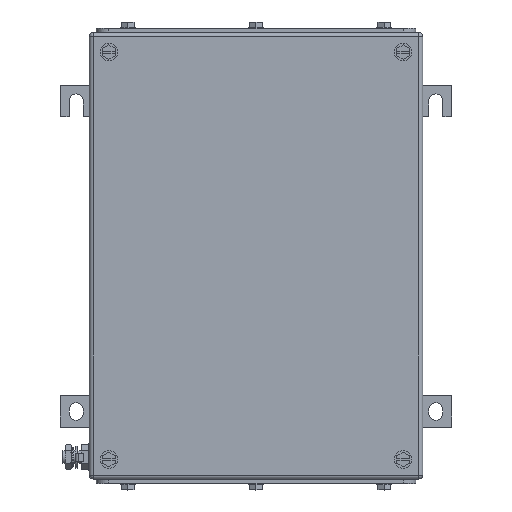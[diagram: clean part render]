
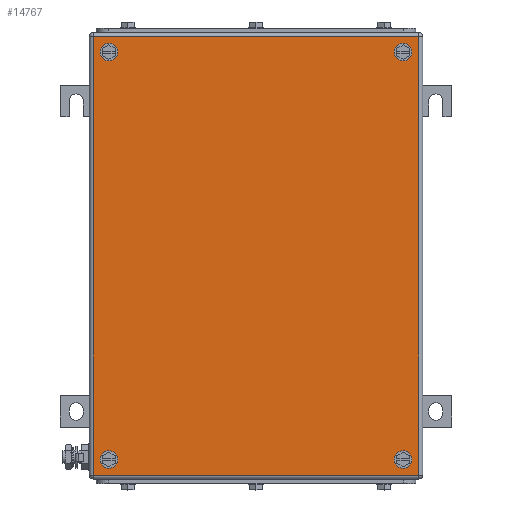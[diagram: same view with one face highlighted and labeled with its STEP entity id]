
A CAD part, top view. The second image highlights one B-rep face of the part: STEP entity #14767.
In plain terms, the highlighted planar face has unit normal (0, 0, 1).
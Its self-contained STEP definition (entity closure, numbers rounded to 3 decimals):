
#14641=AXIS2_PLACEMENT_3D('Circle Axis2P3D',#14639,#14640,$) ;
#14668=AXIS2_PLACEMENT_3D('Plane Axis2P3D',#14665,#14666,#14667) ;
#14706=AXIS2_PLACEMENT_3D('Circle Axis2P3D',#14704,#14705,$) ;
#14715=AXIS2_PLACEMENT_3D('Circle Axis2P3D',#14713,#14714,$) ;
#14724=AXIS2_PLACEMENT_3D('Circle Axis2P3D',#14722,#14723,$) ;
#14733=AXIS2_PLACEMENT_3D('Circle Axis2P3D',#14731,#14732,$) ;
#14742=AXIS2_PLACEMENT_3D('Circle Axis2P3D',#14740,#14741,$) ;
#14751=AXIS2_PLACEMENT_3D('Circle Axis2P3D',#14749,#14750,$) ;
#14760=AXIS2_PLACEMENT_3D('Circle Axis2P3D',#14758,#14759,$) ;
#14636=CARTESIAN_POINT('Vertex',(41.5,348.5,153.5)) ;
#14639=CARTESIAN_POINT('Axis2P3D Location',(38.,348.5,153.5)) ;
#14643=CARTESIAN_POINT('Vertex',(34.5,348.5,153.5)) ;
#14665=CARTESIAN_POINT('Axis2P3D Location',(155.5,186.,153.5)) ;
#14670=CARTESIAN_POINT('Line Origine',(155.5,360.5,153.5)) ;
#14674=CARTESIAN_POINT('Vertex',(285.,360.5,153.5)) ;
#14676=CARTESIAN_POINT('Vertex',(26.,360.5,153.5)) ;
#14679=CARTESIAN_POINT('Line Origine',(26.,186.,153.5)) ;
#14683=CARTESIAN_POINT('Vertex',(26.,11.5,153.5)) ;
#14686=CARTESIAN_POINT('Line Origine',(155.5,11.5,153.5)) ;
#14690=CARTESIAN_POINT('Vertex',(285.,11.5,153.5)) ;
#14693=CARTESIAN_POINT('Line Origine',(285.,186.,153.5)) ;
#14704=CARTESIAN_POINT('Axis2P3D Location',(38.,348.5,153.5)) ;
#14713=CARTESIAN_POINT('Axis2P3D Location',(38.,23.5,153.5)) ;
#14717=CARTESIAN_POINT('Vertex',(34.5,23.5,153.5)) ;
#14719=CARTESIAN_POINT('Vertex',(41.5,23.5,153.5)) ;
#14722=CARTESIAN_POINT('Axis2P3D Location',(38.,23.5,153.5)) ;
#14731=CARTESIAN_POINT('Axis2P3D Location',(273.,23.5,153.5)) ;
#14735=CARTESIAN_POINT('Vertex',(276.5,23.5,153.5)) ;
#14737=CARTESIAN_POINT('Vertex',(269.5,23.5,153.5)) ;
#14740=CARTESIAN_POINT('Axis2P3D Location',(273.,23.5,153.5)) ;
#14749=CARTESIAN_POINT('Axis2P3D Location',(273.,348.5,153.5)) ;
#14753=CARTESIAN_POINT('Vertex',(276.5,348.5,153.5)) ;
#14755=CARTESIAN_POINT('Vertex',(269.5,348.5,153.5)) ;
#14758=CARTESIAN_POINT('Axis2P3D Location',(273.,348.5,153.5)) ;
#14640=DIRECTION('Axis2P3D Direction',(0.,0.,1.)) ;
#14666=DIRECTION('Axis2P3D Direction',(0.,0.,1.)) ;
#14667=DIRECTION('Axis2P3D XDirection',(1.,0.,0.)) ;
#14671=DIRECTION('Vector Direction',(1.,0.,0.)) ;
#14680=DIRECTION('Vector Direction',(0.,-1.,0.)) ;
#14687=DIRECTION('Vector Direction',(1.,0.,0.)) ;
#14694=DIRECTION('Vector Direction',(0.,1.,0.)) ;
#14705=DIRECTION('Axis2P3D Direction',(0.,0.,1.)) ;
#14714=DIRECTION('Axis2P3D Direction',(0.,0.,1.)) ;
#14723=DIRECTION('Axis2P3D Direction',(0.,0.,1.)) ;
#14732=DIRECTION('Axis2P3D Direction',(0.,0.,1.)) ;
#14741=DIRECTION('Axis2P3D Direction',(0.,0.,1.)) ;
#14750=DIRECTION('Axis2P3D Direction',(0.,0.,1.)) ;
#14759=DIRECTION('Axis2P3D Direction',(0.,0.,1.)) ;
#14672=VECTOR('Line Direction',#14671,1.) ;
#14681=VECTOR('Line Direction',#14680,1.) ;
#14688=VECTOR('Line Direction',#14687,1.) ;
#14695=VECTOR('Line Direction',#14694,1.) ;
#14699=ORIENTED_EDGE('',*,*,#14678,.T.) ;
#14700=ORIENTED_EDGE('',*,*,#14685,.T.) ;
#14701=ORIENTED_EDGE('',*,*,#14692,.T.) ;
#14702=ORIENTED_EDGE('',*,*,#14697,.T.) ;
#14710=ORIENTED_EDGE('',*,*,#14708,.F.) ;
#14711=ORIENTED_EDGE('',*,*,#14645,.F.) ;
#14728=ORIENTED_EDGE('',*,*,#14721,.F.) ;
#14729=ORIENTED_EDGE('',*,*,#14726,.F.) ;
#14746=ORIENTED_EDGE('',*,*,#14739,.F.) ;
#14747=ORIENTED_EDGE('',*,*,#14744,.F.) ;
#14764=ORIENTED_EDGE('',*,*,#14757,.F.) ;
#14765=ORIENTED_EDGE('',*,*,#14762,.F.) ;
#14712=FACE_BOUND('',#14709,.T.) ;
#14730=FACE_BOUND('',#14727,.T.) ;
#14748=FACE_BOUND('',#14745,.T.) ;
#14766=FACE_BOUND('',#14763,.T.) ;
#14767=ADVANCED_FACE('ZUB_KTB_FS_352615_2GP_AllCATPart.1\\ZUB_DE_KTB_FS_350x260.1\\DE_KTB_MH_PART_MASTER.1\\Koerper.2',(#14703,#14712,#14730,#14748,#14766),#14669,.T.) ;
#14642=CIRCLE('generated circle',#14641,3.5) ;
#14707=CIRCLE('generated circle',#14706,3.5) ;
#14716=CIRCLE('generated circle',#14715,3.5) ;
#14725=CIRCLE('generated circle',#14724,3.5) ;
#14734=CIRCLE('generated circle',#14733,3.5) ;
#14743=CIRCLE('generated circle',#14742,3.5) ;
#14752=CIRCLE('generated circle',#14751,3.5) ;
#14761=CIRCLE('generated circle',#14760,3.5) ;
#14645=EDGE_CURVE('',#14637,#14644,#14642,.T.) ;
#14678=EDGE_CURVE('',#14675,#14677,#14673,.F.) ;
#14685=EDGE_CURVE('',#14677,#14684,#14682,.T.) ;
#14692=EDGE_CURVE('',#14684,#14691,#14689,.T.) ;
#14697=EDGE_CURVE('',#14691,#14675,#14696,.T.) ;
#14708=EDGE_CURVE('',#14644,#14637,#14707,.T.) ;
#14721=EDGE_CURVE('',#14718,#14720,#14716,.T.) ;
#14726=EDGE_CURVE('',#14720,#14718,#14725,.T.) ;
#14739=EDGE_CURVE('',#14736,#14738,#14734,.T.) ;
#14744=EDGE_CURVE('',#14738,#14736,#14743,.T.) ;
#14757=EDGE_CURVE('',#14754,#14756,#14752,.T.) ;
#14762=EDGE_CURVE('',#14756,#14754,#14761,.T.) ;
#14698=EDGE_LOOP('',(#14699,#14700,#14701,#14702)) ;
#14709=EDGE_LOOP('',(#14710,#14711)) ;
#14727=EDGE_LOOP('',(#14728,#14729)) ;
#14745=EDGE_LOOP('',(#14746,#14747)) ;
#14763=EDGE_LOOP('',(#14764,#14765)) ;
#14703=FACE_OUTER_BOUND('',#14698,.T.) ;
#14673=LINE('Line',#14670,#14672) ;
#14682=LINE('Line',#14679,#14681) ;
#14689=LINE('Line',#14686,#14688) ;
#14696=LINE('Line',#14693,#14695) ;
#14669=PLANE('',#14668) ;
#14637=VERTEX_POINT('',#14636) ;
#14644=VERTEX_POINT('',#14643) ;
#14675=VERTEX_POINT('',#14674) ;
#14677=VERTEX_POINT('',#14676) ;
#14684=VERTEX_POINT('',#14683) ;
#14691=VERTEX_POINT('',#14690) ;
#14718=VERTEX_POINT('',#14717) ;
#14720=VERTEX_POINT('',#14719) ;
#14736=VERTEX_POINT('',#14735) ;
#14738=VERTEX_POINT('',#14737) ;
#14754=VERTEX_POINT('',#14753) ;
#14756=VERTEX_POINT('',#14755) ;
